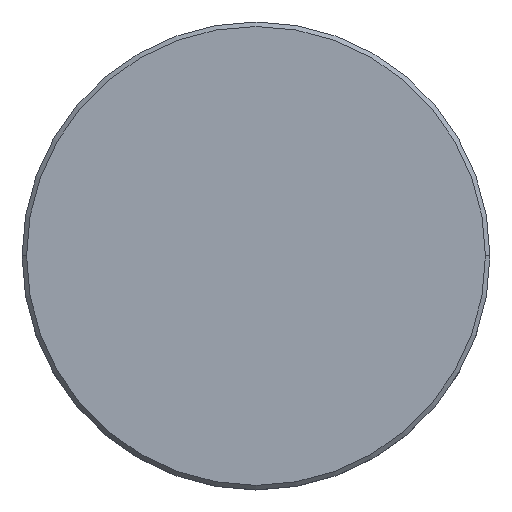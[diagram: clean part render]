
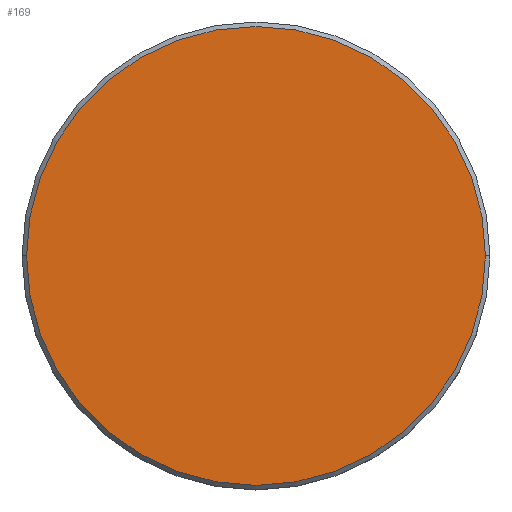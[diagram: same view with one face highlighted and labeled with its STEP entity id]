
A CAD part, top view. The second image highlights one B-rep face of the part: STEP entity #169.
In plain terms, the highlighted planar face has unit normal (0, 0, 1).
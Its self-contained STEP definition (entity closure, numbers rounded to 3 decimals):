
#23 = CARTESIAN_POINT ( 'NONE',  ( 0., 0., 0. ) ) ;
#37 = EDGE_CURVE ( 'NONE', #725, #167, #752, .T. ) ;
#120 = CARTESIAN_POINT ( 'NONE',  ( 25.5, 0., 0. ) ) ;
#133 = EDGE_CURVE ( 'NONE', #167, #725, #163, .T. ) ;
#163 = CIRCLE ( 'NONE', #369, 25.5 ) ;
#167 = VERTEX_POINT ( 'NONE', #120 ) ;
#169 = ADVANCED_FACE ( 'NONE', ( #480 ), #845, .T. ) ;
#214 = DIRECTION ( 'NONE',  ( 0., 0., 1. ) ) ;
#321 = CARTESIAN_POINT ( 'NONE',  ( 0., 0., 0. ) ) ;
#369 = AXIS2_PLACEMENT_3D ( 'NONE', #1119, #404, #1041 ) ;
#404 = DIRECTION ( 'NONE',  ( 0., 0., 1. ) ) ;
#444 = AXIS2_PLACEMENT_3D ( 'NONE', #23, #758, #667 ) ;
#462 = ORIENTED_EDGE ( 'NONE', *, *, #133, .T. ) ;
#480 = FACE_OUTER_BOUND ( 'NONE', #1101, .T. ) ;
#667 = DIRECTION ( 'NONE',  ( 1., 0., 0. ) ) ;
#725 = VERTEX_POINT ( 'NONE', #892 ) ;
#752 = CIRCLE ( 'NONE', #996, 25.5 ) ;
#758 = DIRECTION ( 'NONE',  ( 0., 0., 1. ) ) ;
#845 = PLANE ( 'NONE',  #444 ) ;
#892 = CARTESIAN_POINT ( 'NONE',  ( -25.5, 0., 0. ) ) ;
#899 = ORIENTED_EDGE ( 'NONE', *, *, #37, .T. ) ;
#996 = AXIS2_PLACEMENT_3D ( 'NONE', #321, #214, #1123 ) ;
#1041 = DIRECTION ( 'NONE',  ( 1., 0., 0. ) ) ;
#1101 = EDGE_LOOP ( 'NONE', ( #899, #462 ) ) ;
#1119 = CARTESIAN_POINT ( 'NONE',  ( 0., 0., 0. ) ) ;
#1123 = DIRECTION ( 'NONE',  ( 1., 0., 0. ) ) ;
